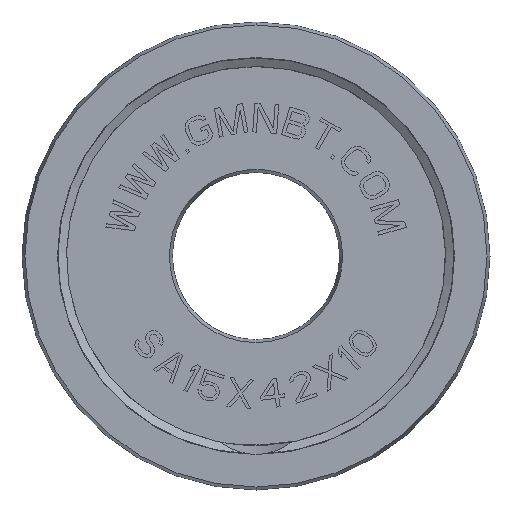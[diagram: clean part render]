
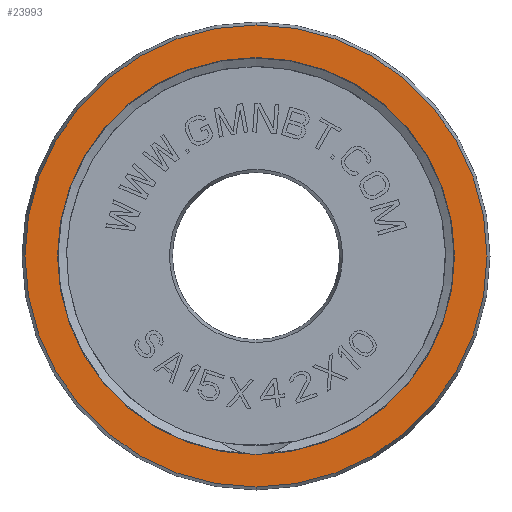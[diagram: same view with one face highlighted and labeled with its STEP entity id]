
A CAD part, front view. The second image highlights one B-rep face of the part: STEP entity #23993.
In plain terms, the highlighted planar face has unit normal (0, -1, 0).
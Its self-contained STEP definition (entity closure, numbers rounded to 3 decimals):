
#22941=CARTESIAN_POINT('',(0.,-5.,0.));
#22942=DIRECTION('',(0.,-1.,0.));
#22943=DIRECTION('',(0.,0.,-1.));
#22944=AXIS2_PLACEMENT_3D('',#22941,#22942,#22943);
#22956=CARTESIAN_POINT('',(0.,-5.,0.));
#22957=DIRECTION('',(0.,1.,0.));
#22958=DIRECTION('',(0.,0.,-1.));
#22959=AXIS2_PLACEMENT_3D('',#22956,#22957,#22958);
#22964=CARTESIAN_POINT('',(0.,-5.,0.));
#22965=DIRECTION('',(0.,1.,0.));
#22966=DIRECTION('',(0.,0.,-1.));
#22967=AXIS2_PLACEMENT_3D('',#22964,#22965,#22966);
#22972=CARTESIAN_POINT('',(0.,-5.,0.));
#22973=DIRECTION('',(0.,-1.,0.));
#22974=DIRECTION('',(0.,0.,-1.));
#22975=AXIS2_PLACEMENT_3D('',#22972,#22973,#22974);
#23830=CARTESIAN_POINT('',(0.,-5.,-17.816));
#23832=VERTEX_POINT('',#23830);
#23833=CARTESIAN_POINT('',(0.,-5.,-20.732));
#23835=VERTEX_POINT('',#23833);
#23861=CARTESIAN_POINT('',(0.,-5.,17.816));
#23862=VERTEX_POINT('',#23861);
#23863=CARTESIAN_POINT('',(0.,-5.,20.732));
#23865=VERTEX_POINT('',#23863);
#23978=CARTESIAN_POINT('',(0.,-5.,0.));
#23979=DIRECTION('',(0.,1.,0.));
#23980=DIRECTION('',(0.,0.,-1.));
#23981=AXIS2_PLACEMENT_3D('',#23978,#23979,#23980);
#23982=PLANE('',#23981);
#23983=ORIENTED_EDGE('',*,*,#23957,.F.);
#23984=ORIENTED_EDGE('',*,*,#23973,.T.);
#23985=EDGE_LOOP('',(#23983,#23984));
#23986=FACE_OUTER_BOUND('',#23985,.F.);
#23988=ORIENTED_EDGE('',*,*,#23987,.F.);
#23990=ORIENTED_EDGE('',*,*,#23989,.T.);
#23991=EDGE_LOOP('',(#23988,#23990));
#23992=FACE_BOUND('',#23991,.F.);
#22945=CIRCLE('',#22944,20.732);
#22960=CIRCLE('',#22959,20.732);
#22968=CIRCLE('',#22967,17.816);
#22976=CIRCLE('',#22975,17.816);
#23957=EDGE_CURVE('',#23835,#23865,#22945,.T.);
#23973=EDGE_CURVE('',#23835,#23865,#22960,.T.);
#23987=EDGE_CURVE('',#23832,#23862,#22968,.T.);
#23989=EDGE_CURVE('',#23832,#23862,#22976,.T.);
#23993=ADVANCED_FACE('',(#23986,#23992),#23982,.F.);
